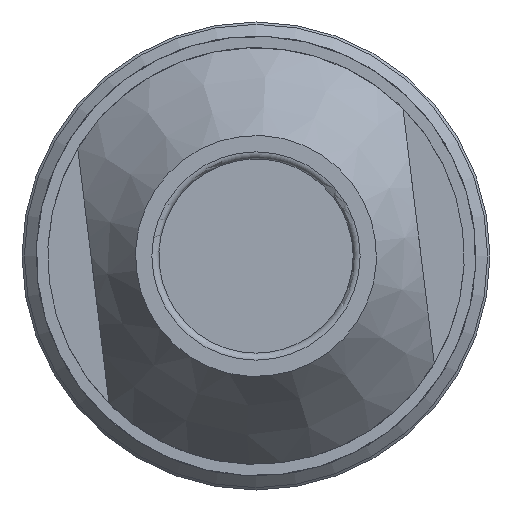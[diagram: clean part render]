
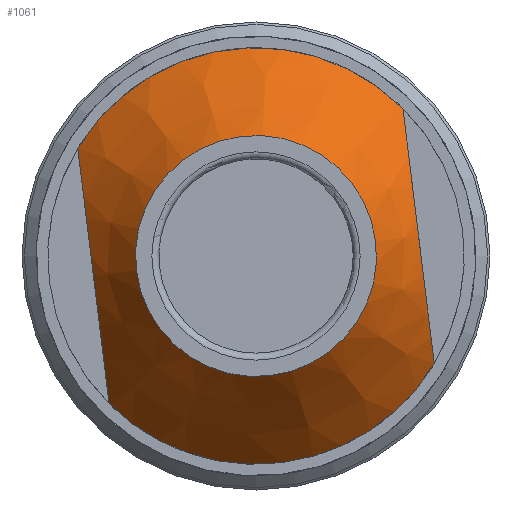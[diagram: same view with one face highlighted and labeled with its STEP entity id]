
A CAD part, front view. The second image highlights one B-rep face of the part: STEP entity #1061.
In plain terms, the highlighted conical face has half-angle 36.87 degrees and reference radius 7.025 mm.
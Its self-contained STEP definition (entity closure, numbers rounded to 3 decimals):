
#748=B_SPLINE_CURVE_WITH_KNOTS('',3,(#7267,#7268,#7269,#7270,#7271,#7272,
#7273,#7274),.UNSPECIFIED.,.F.,.F.,(4,2,2,4),(0.,0.25,0.5,1.),
 .UNSPECIFIED.);
#749=B_SPLINE_CURVE_WITH_KNOTS('',3,(#7279,#7280,#7281,#7282,#7283,#7284,
#7285,#7286),.UNSPECIFIED.,.F.,.F.,(4,2,2,4),(0.,0.25,0.5,
1.),.UNSPECIFIED.);
#750=B_SPLINE_CURVE_WITH_KNOTS('',3,(#7288,#7289,#7290,#7291,#7292,#7293,
#7294,#7295),.UNSPECIFIED.,.F.,.F.,(4,2,2,4),(0.,0.25,0.5,1.),
 .UNSPECIFIED.);
#751=B_SPLINE_CURVE_WITH_KNOTS('',3,(#7300,#7301,#7302,#7303,#7304,#7305,
#7306,#7307),.UNSPECIFIED.,.F.,.F.,(4,2,2,4),(0.,0.25,0.5,
1.),.UNSPECIFIED.);
#964=CONICAL_SURFACE('',#4186,7.025,36.87);
#1061=ADVANCED_FACE('',(#1437,#1438),#964,.T.);
#1437=FACE_BOUND('',#1616,.T.);
#1438=FACE_BOUND('',#1617,.T.);
#1616=EDGE_LOOP('',(#2150,#2151,#2152,#2153,#2154,#2155));
#1617=EDGE_LOOP('',(#2156));
#2150=ORIENTED_EDGE('',*,*,#3506,.F.);
#2151=ORIENTED_EDGE('',*,*,#3508,.F.);
#2152=ORIENTED_EDGE('',*,*,#3511,.F.);
#2153=ORIENTED_EDGE('',*,*,#3503,.F.);
#2154=ORIENTED_EDGE('',*,*,#3505,.F.);
#2155=ORIENTED_EDGE('',*,*,#3512,.F.);
#2156=ORIENTED_EDGE('',*,*,#3502,.T.);
#3066=VERTEX_POINT('',#7265);
#3067=VERTEX_POINT('',#7275);
#3068=VERTEX_POINT('',#7276);
#3069=VERTEX_POINT('',#7278);
#3070=VERTEX_POINT('',#7296);
#3071=VERTEX_POINT('',#7297);
#3072=VERTEX_POINT('',#7299);
#3502=EDGE_CURVE('',#3066,#3066,#3966,.T.);
#3503=EDGE_CURVE('',#3067,#3068,#748,.T.);
#3505=EDGE_CURVE('',#3069,#3067,#749,.T.);
#3506=EDGE_CURVE('',#3070,#3071,#750,.T.);
#3508=EDGE_CURVE('',#3072,#3070,#751,.T.);
#3511=EDGE_CURVE('',#3068,#3072,#3969,.T.);
#3512=EDGE_CURVE('',#3071,#3069,#3970,.T.);
#3966=CIRCLE('',#4176,5.15);
#3969=CIRCLE('',#4184,8.9);
#3970=CIRCLE('',#4185,8.9);
#4176=AXIS2_PLACEMENT_3D('',#7264,#4717,#4718);
#4184=AXIS2_PLACEMENT_3D('',#7313,#4735,#4736);
#4185=AXIS2_PLACEMENT_3D('',#7314,#4737,#4738);
#4186=AXIS2_PLACEMENT_3D('',#7315,#4739,#4740);
#4717=DIRECTION('',(0.,1.,0.));
#4718=DIRECTION('',(-0.993,0.,-0.122));
#4735=DIRECTION('',(0.,1.,0.));
#4736=DIRECTION('',(-0.122,0.,0.993));
#4737=DIRECTION('',(0.,1.,0.));
#4738=DIRECTION('',(0.856,0.,-0.517));
#4739=DIRECTION('',(0.,1.,0.));
#4740=DIRECTION('',(0.993,0.,0.122));
#7264=CARTESIAN_POINT('',(0.,-49.95,0.));
#7265=CARTESIAN_POINT('',(-5.112,-49.95,-0.628));
#7267=CARTESIAN_POINT('',(-6.948,-47.483,-0.853));
#7268=CARTESIAN_POINT('',(-6.998,-47.483,-0.442));
#7269=CARTESIAN_POINT('',(-7.049,-47.438,-0.031));
#7270=CARTESIAN_POINT('',(-7.149,-47.255,0.788));
#7271=CARTESIAN_POINT('',(-7.195,-47.132,1.163));
#7272=CARTESIAN_POINT('',(-7.358,-46.538,2.486));
#7273=CARTESIAN_POINT('',(-7.48,-45.877,3.485));
#7274=CARTESIAN_POINT('',(-7.618,-44.95,4.602));
#7275=CARTESIAN_POINT('',(-6.948,-47.483,-0.853));
#7276=CARTESIAN_POINT('',(-7.618,-44.95,4.602));
#7278=CARTESIAN_POINT('',(-6.278,-44.95,-6.308));
#7279=CARTESIAN_POINT('',(-6.278,-44.95,-6.308));
#7280=CARTESIAN_POINT('',(-6.347,-45.415,-5.748));
#7281=CARTESIAN_POINT('',(-6.412,-45.813,-5.218));
#7282=CARTESIAN_POINT('',(-6.535,-46.475,-4.216));
#7283=CARTESIAN_POINT('',(-6.597,-46.756,-3.71));
#7284=CARTESIAN_POINT('',(-6.747,-47.301,-2.493));
#7285=CARTESIAN_POINT('',(-6.847,-47.483,-1.676));
#7286=CARTESIAN_POINT('',(-6.948,-47.483,-0.853));
#7288=CARTESIAN_POINT('',(6.948,-47.483,0.853));
#7289=CARTESIAN_POINT('',(6.998,-47.483,0.442));
#7290=CARTESIAN_POINT('',(7.049,-47.438,0.031));
#7291=CARTESIAN_POINT('',(7.149,-47.255,-0.788));
#7292=CARTESIAN_POINT('',(7.195,-47.132,-1.163));
#7293=CARTESIAN_POINT('',(7.358,-46.538,-2.486));
#7294=CARTESIAN_POINT('',(7.48,-45.877,-3.485));
#7295=CARTESIAN_POINT('',(7.618,-44.95,-4.602));
#7296=CARTESIAN_POINT('',(6.948,-47.483,0.853));
#7297=CARTESIAN_POINT('',(7.618,-44.95,-4.602));
#7299=CARTESIAN_POINT('',(6.278,-44.95,6.308));
#7300=CARTESIAN_POINT('',(6.278,-44.95,6.308));
#7301=CARTESIAN_POINT('',(6.347,-45.415,5.748));
#7302=CARTESIAN_POINT('',(6.412,-45.813,5.218));
#7303=CARTESIAN_POINT('',(6.535,-46.475,4.216));
#7304=CARTESIAN_POINT('',(6.597,-46.756,3.71));
#7305=CARTESIAN_POINT('',(6.747,-47.301,2.493));
#7306=CARTESIAN_POINT('',(6.847,-47.483,1.676));
#7307=CARTESIAN_POINT('',(6.948,-47.483,0.853));
#7313=CARTESIAN_POINT('',(0.,-44.95,0.));
#7314=CARTESIAN_POINT('',(0.,-44.95,0.));
#7315=CARTESIAN_POINT('',(0.,-47.45,0.));
